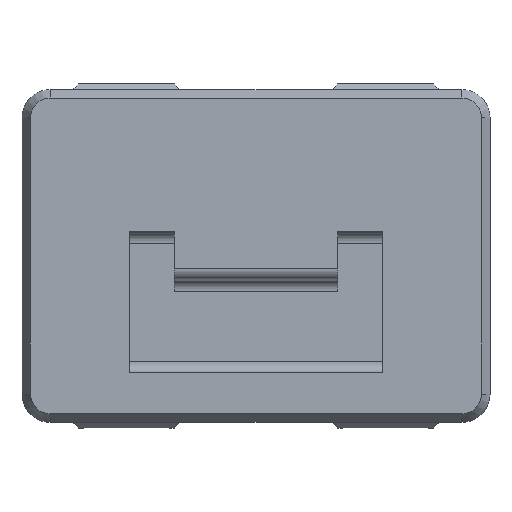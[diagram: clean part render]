
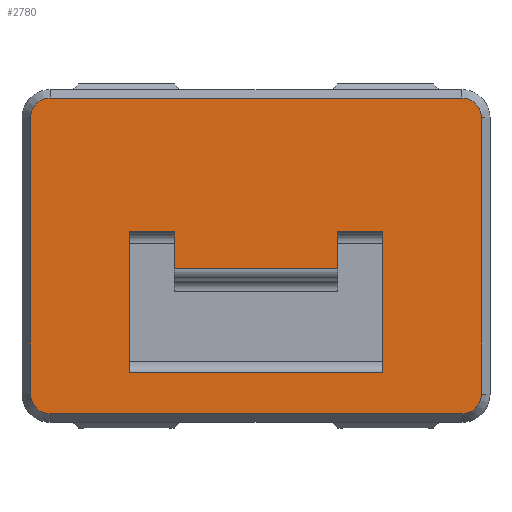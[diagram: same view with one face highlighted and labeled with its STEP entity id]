
A CAD part, top view. The second image highlights one B-rep face of the part: STEP entity #2780.
In plain terms, the highlighted planar face has unit normal (0, 0, 1).
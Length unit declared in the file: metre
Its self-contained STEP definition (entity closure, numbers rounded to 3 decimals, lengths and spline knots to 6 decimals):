
#54=CIRCLE('',#2961,0.007);
#55=CIRCLE('',#2962,0.007);
#56=CIRCLE('',#2963,0.007);
#57=CIRCLE('',#2964,0.007);
#180=ORIENTED_EDGE('',*,*,#1020,.T.);
#181=ORIENTED_EDGE('',*,*,#1021,.T.);
#182=ORIENTED_EDGE('',*,*,#1022,.T.);
#183=ORIENTED_EDGE('',*,*,#1023,.T.);
#184=ORIENTED_EDGE('',*,*,#1024,.T.);
#185=ORIENTED_EDGE('',*,*,#1025,.T.);
#186=ORIENTED_EDGE('',*,*,#1026,.T.);
#187=ORIENTED_EDGE('',*,*,#1027,.T.);
#188=ORIENTED_EDGE('',*,*,#1028,.T.);
#189=ORIENTED_EDGE('',*,*,#1029,.T.);
#190=ORIENTED_EDGE('',*,*,#1030,.F.);
#191=ORIENTED_EDGE('',*,*,#1019,.F.);
#192=ORIENTED_EDGE('',*,*,#1031,.T.);
#193=ORIENTED_EDGE('',*,*,#1032,.T.);
#194=ORIENTED_EDGE('',*,*,#1033,.F.);
#195=ORIENTED_EDGE('',*,*,#1034,.F.);
#1019=EDGE_CURVE('',#1439,#1436,#1697,.T.);
#1020=EDGE_CURVE('',#1440,#1441,#1698,.T.);
#1021=EDGE_CURVE('',#1441,#1442,#54,.T.);
#1022=EDGE_CURVE('',#1442,#1443,#1699,.T.);
#1023=EDGE_CURVE('',#1443,#1444,#55,.T.);
#1024=EDGE_CURVE('',#1444,#1445,#1700,.T.);
#1025=EDGE_CURVE('',#1445,#1446,#56,.T.);
#1026=EDGE_CURVE('',#1446,#1447,#1701,.T.);
#1027=EDGE_CURVE('',#1447,#1440,#57,.T.);
#1028=EDGE_CURVE('',#1448,#1449,#1702,.T.);
#1029=EDGE_CURVE('',#1449,#1450,#1703,.F.);
#1030=EDGE_CURVE('',#1436,#1450,#1704,.T.);
#1031=EDGE_CURVE('',#1439,#1451,#1705,.T.);
#1032=EDGE_CURVE('',#1451,#1452,#1706,.T.);
#1033=EDGE_CURVE('',#1453,#1452,#1707,.T.);
#1034=EDGE_CURVE('',#1448,#1453,#1708,.T.);
#1436=VERTEX_POINT('',#4077);
#1439=VERTEX_POINT('',#4082);
#1440=VERTEX_POINT('',#4086);
#1441=VERTEX_POINT('',#4087);
#1442=VERTEX_POINT('',#4089);
#1443=VERTEX_POINT('',#4091);
#1444=VERTEX_POINT('',#4093);
#1445=VERTEX_POINT('',#4095);
#1446=VERTEX_POINT('',#4097);
#1447=VERTEX_POINT('',#4099);
#1448=VERTEX_POINT('',#4102);
#1449=VERTEX_POINT('',#4103);
#1450=VERTEX_POINT('',#4105);
#1451=VERTEX_POINT('',#4108);
#1452=VERTEX_POINT('',#4110);
#1453=VERTEX_POINT('',#4112);
#1697=LINE('',#4083,#2021);
#1698=LINE('',#4085,#2022);
#1699=LINE('',#4090,#2023);
#1700=LINE('',#4094,#2024);
#1701=LINE('',#4098,#2025);
#1702=LINE('',#4101,#2026);
#1703=LINE('',#4104,#2027);
#1704=LINE('',#4106,#2028);
#1705=LINE('',#4107,#2029);
#1706=LINE('',#4109,#2030);
#1707=LINE('',#4111,#2031);
#1708=LINE('',#4113,#2032);
#2021=VECTOR('',#3237,1.);
#2022=VECTOR('',#3240,1.);
#2023=VECTOR('',#3243,1.);
#2024=VECTOR('',#3246,1.);
#2025=VECTOR('',#3249,1.);
#2026=VECTOR('',#3252,1.);
#2027=VECTOR('',#3253,1.);
#2028=VECTOR('',#3254,1.);
#2029=VECTOR('',#3255,1.);
#2030=VECTOR('',#3256,1.);
#2031=VECTOR('',#3257,1.);
#2032=VECTOR('',#3258,1.);
#2341=EDGE_LOOP('',(#180,#181,#182,#183,#184,#185,#186,#187));
#2342=EDGE_LOOP('',(#188,#189,#190,#191,#192,#193,#194,#195));
#2509=FACE_BOUND('',#2341,.T.);
#2510=FACE_BOUND('',#2342,.T.);
#2674=PLANE('',#2960);
#2780=ADVANCED_FACE('',(#2509,#2510),#2674,.T.);
#2960=AXIS2_PLACEMENT_3D('',#4084,#3238,#3239);
#2961=AXIS2_PLACEMENT_3D('',#4088,#3241,#3242);
#2962=AXIS2_PLACEMENT_3D('',#4092,#3244,#3245);
#2963=AXIS2_PLACEMENT_3D('',#4096,#3247,#3248);
#2964=AXIS2_PLACEMENT_3D('',#4100,#3250,#3251);
#3237=DIRECTION('',(-1.,0.,0.));
#3238=DIRECTION('',(0.,0.,1.));
#3239=DIRECTION('',(1.,0.,0.));
#3240=DIRECTION('',(0.,1.,0.));
#3241=DIRECTION('',(0.,0.,1.));
#3242=DIRECTION('',(1.,0.,0.));
#3243=DIRECTION('',(-1.,0.,0.));
#3244=DIRECTION('',(0.,0.,1.));
#3245=DIRECTION('',(1.,0.,0.));
#3246=DIRECTION('',(0.,-1.,0.));
#3247=DIRECTION('',(0.,0.,1.));
#3248=DIRECTION('',(1.,0.,0.));
#3249=DIRECTION('',(1.,0.,0.));
#3250=DIRECTION('',(0.,0.,1.));
#3251=DIRECTION('',(1.,0.,0.));
#3252=DIRECTION('',(0.,-1.,0.));
#3253=DIRECTION('',(-1.,0.,0.));
#3254=DIRECTION('',(0.,-1.,0.));
#3255=DIRECTION('',(0.,-1.,0.));
#3256=DIRECTION('',(-1.,0.,0.));
#3257=DIRECTION('',(0.,-1.,0.));
#3258=DIRECTION('',(-1.,0.,0.));
#4077=CARTESIAN_POINT('',(0.029,0.0085,0.113));
#4082=CARTESIAN_POINT('',(0.045,0.0085,0.113));
#4083=CARTESIAN_POINT('',(0.045,0.0085,0.113));
#4084=CARTESIAN_POINT('',(0.,0.,0.113));
#4085=CARTESIAN_POINT('',(0.08,0.,0.113));
#4086=CARTESIAN_POINT('',(0.08,-0.049,0.113));
#4087=CARTESIAN_POINT('',(0.08,0.049,0.113));
#4088=CARTESIAN_POINT('',(0.073,0.049,0.113));
#4089=CARTESIAN_POINT('',(0.073,0.056,0.113));
#4090=CARTESIAN_POINT('',(0.,0.056,0.113));
#4091=CARTESIAN_POINT('',(-0.073,0.056,0.113));
#4092=CARTESIAN_POINT('',(-0.073,0.049,0.113));
#4093=CARTESIAN_POINT('',(-0.08,0.049,0.113));
#4094=CARTESIAN_POINT('',(-0.08,0.,0.113));
#4095=CARTESIAN_POINT('',(-0.08,-0.049,0.113));
#4096=CARTESIAN_POINT('',(-0.073,-0.049,0.113));
#4097=CARTESIAN_POINT('',(-0.073,-0.056,0.113));
#4098=CARTESIAN_POINT('',(0.,-0.056,0.113));
#4099=CARTESIAN_POINT('',(0.073,-0.056,0.113));
#4100=CARTESIAN_POINT('',(0.073,-0.049,0.113));
#4101=CARTESIAN_POINT('',(-0.029,0.,0.113));
#4102=CARTESIAN_POINT('',(-0.029,0.0085,0.113));
#4103=CARTESIAN_POINT('',(-0.029,-0.0045,0.113));
#4104=CARTESIAN_POINT('',(0.029,-0.0045,0.113));
#4105=CARTESIAN_POINT('',(0.029,-0.0045,0.113));
#4106=CARTESIAN_POINT('',(0.029,0.,0.113));
#4107=CARTESIAN_POINT('',(0.045,-0.0165,0.113));
#4108=CARTESIAN_POINT('',(0.045,-0.0415,0.113));
#4109=CARTESIAN_POINT('',(0.045,-0.0415,0.113));
#4110=CARTESIAN_POINT('',(-0.045,-0.0415,0.113));
#4111=CARTESIAN_POINT('',(-0.045,-0.0165,0.113));
#4112=CARTESIAN_POINT('',(-0.045,0.0085,0.113));
#4113=CARTESIAN_POINT('',(0.045,0.0085,0.113));
